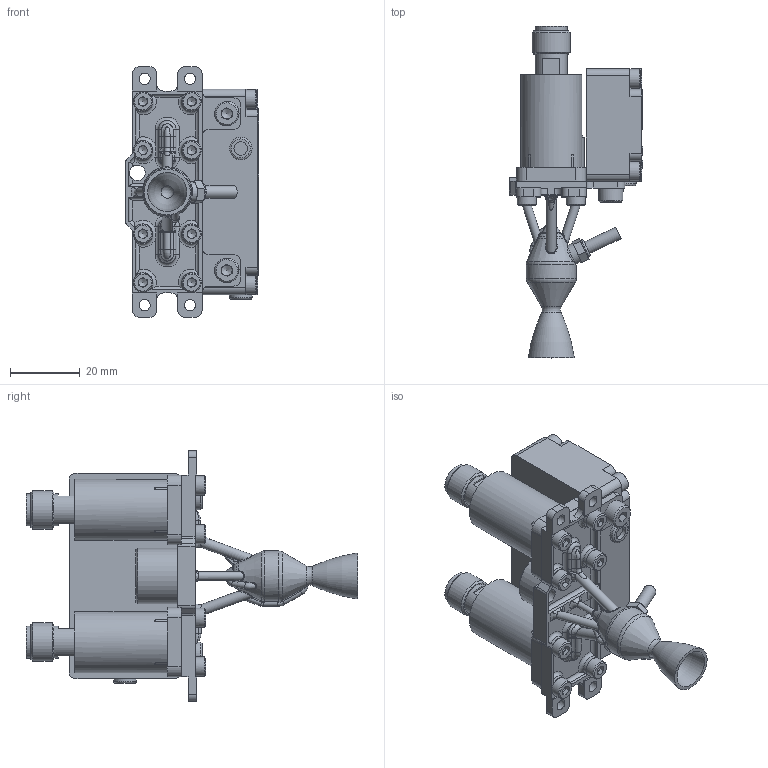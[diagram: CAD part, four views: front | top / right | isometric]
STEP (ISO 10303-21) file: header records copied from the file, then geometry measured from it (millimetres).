
FILE_DESCRIPTION (( 'STEP AP214' ), '1' );
FILE_NAME ('DA20_Defeatured.STEP', '2021-12-16T01:27:21', ( '' ), ( '' ), 'SwSTEP 2.0', 'SolidWorks 2019', '' );
FILE_SCHEMA (( 'AUTOMOTIVE_DESIGN' ));
Length unit declared in the file: millimetre
Products named in the file (1): DA20_Defeatured
Bounding box: 38.2 x 95.28 x 72 mm (x, y, z)
Volume: 59232 mm3; surface area: 19712.7 mm2
Topology: 1 solids, 1 shells, 1862 faces, 4930 edges, 3194 vertices
Faces by surface type: plane 909, bspline 694, cylinder 157, cone 57, torus 42, sphere 3
Full cylindrical faces by diameter (mm): 1.8 x1, 2.5 x10, 3 x2, 3.2 x4, 3.63 x1, 3.9 x2, 4.5 x1, 5.3 x1, 5.5 x12, 5.8 x1, 6.465 x2, 7 x2, 9.25 x2, 9.28 x2, 11.03 x2, 16 x1, 17.5 x2
Entity records: 105314 total; most frequent: CARTESIAN_POINT 44205, ORIENTED_EDGE 9532, DIRECTION 6169, EDGE_CURVE 4766, VERTEX_POINT 3131, LINE 2737, VECTOR 2737, EDGE_LOOP 2107
